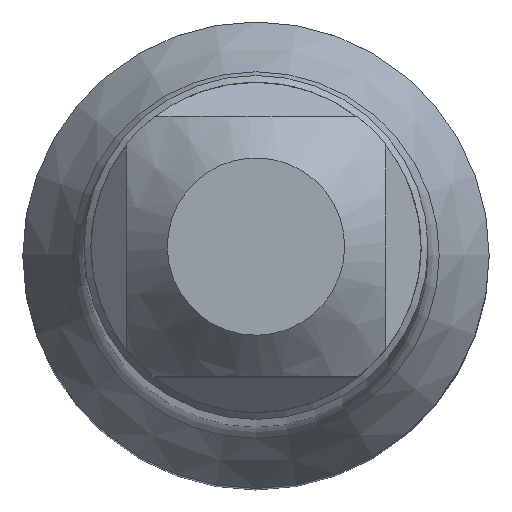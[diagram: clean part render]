
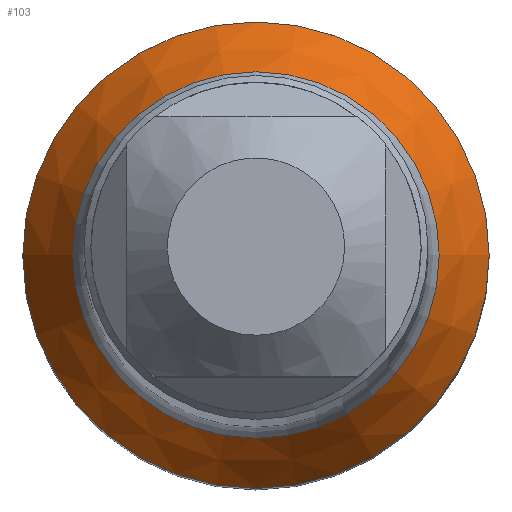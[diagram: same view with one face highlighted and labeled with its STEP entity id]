
A CAD part, top view. The second image highlights one B-rep face of the part: STEP entity #103.
In plain terms, the highlighted conical face has half-angle 30 degrees and reference radius 2.25 mm.
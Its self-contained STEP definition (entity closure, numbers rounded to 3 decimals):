
#95=CONICAL_SURFACE('',#384,2.25,30.);
#103=ADVANCED_FACE('',(#132,#133),#95,.T.);
#132=FACE_BOUND('',#152,.T.);
#133=FACE_BOUND('',#153,.T.);
#152=EDGE_LOOP('',(#204));
#153=EDGE_LOOP('',(#205));
#204=ORIENTED_EDGE('',*,*,#295,.T.);
#205=ORIENTED_EDGE('',*,*,#269,.F.);
#242=VERTEX_POINT('',#526);
#264=VERTEX_POINT('',#598);
#269=EDGE_CURVE('',#242,#242,#303,.T.);
#295=EDGE_CURVE('',#264,#264,#313,.T.);
#303=CIRCLE('',#365,3.051);
#313=CIRCLE('',#383,2.397);
#365=AXIS2_PLACEMENT_3D('',#525,#412,#413);
#383=AXIS2_PLACEMENT_3D('',#597,#456,#457);
#384=AXIS2_PLACEMENT_3D('',#599,#458,#459);
#412=DIRECTION('',(0.,0.,-1.));
#413=DIRECTION('',(-1.,0.,0.));
#456=DIRECTION('',(0.,0.,-1.));
#457=DIRECTION('',(-1.,0.,0.));
#458=DIRECTION('',(0.,0.,-1.));
#459=DIRECTION('',(-1.,0.,0.));
#525=CARTESIAN_POINT('',(0.,0.,-64.827));
#526=CARTESIAN_POINT('',(-3.051,0.,-64.827));
#597=CARTESIAN_POINT('',(0.,0.,-63.695));
#598=CARTESIAN_POINT('',(-2.397,0.,-63.695));
#599=CARTESIAN_POINT('',(0.,0.,-63.44));
